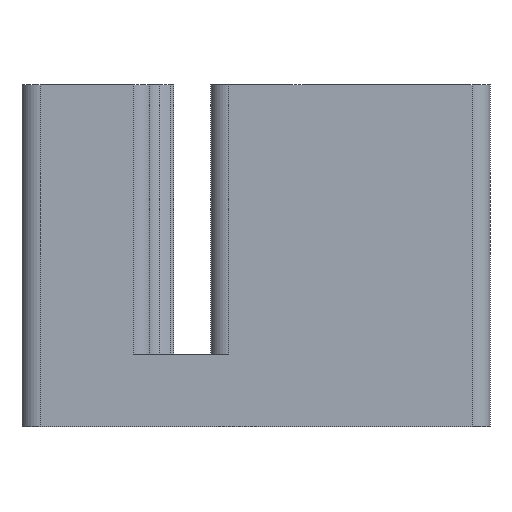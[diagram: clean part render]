
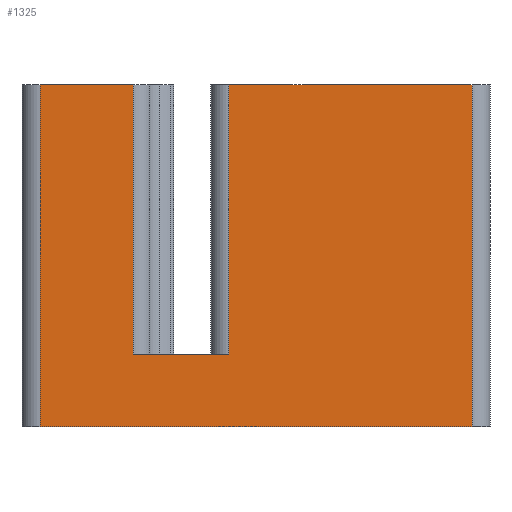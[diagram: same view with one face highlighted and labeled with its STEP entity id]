
A CAD part, front view. The second image highlights one B-rep face of the part: STEP entity #1325.
In plain terms, the highlighted planar face has unit normal (0, -1, 0).
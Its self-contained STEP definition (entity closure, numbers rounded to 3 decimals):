
#19=PLANE('',#1417);
#41=FACE_OUTER_BOUND('',#113,.T.);
#113=EDGE_LOOP('',(#861,#862,#863,#864,#865,#866,#867,#868));
#186=LINE('',#2056,#289);
#190=LINE('',#2074,#293);
#191=LINE('',#2077,#294);
#192=LINE('',#2079,#295);
#193=LINE('',#2081,#296);
#194=LINE('',#2083,#297);
#195=LINE('',#2084,#298);
#196=LINE('',#2085,#299);
#289=VECTOR('',#1593,10.);
#293=VECTOR('',#1611,10.);
#294=VECTOR('',#1614,10.);
#295=VECTOR('',#1615,10.);
#296=VECTOR('',#1616,10.);
#297=VECTOR('',#1617,10.);
#298=VECTOR('',#1618,10.);
#299=VECTOR('',#1619,10.);
#500=VERTEX_POINT('',#2053);
#501=VERTEX_POINT('',#2055);
#505=VERTEX_POINT('',#2067);
#508=VERTEX_POINT('',#2072);
#509=VERTEX_POINT('',#2076);
#510=VERTEX_POINT('',#2078);
#511=VERTEX_POINT('',#2080);
#512=VERTEX_POINT('',#2082);
#640=EDGE_CURVE('',#500,#501,#186,.T.);
#649=EDGE_CURVE('',#508,#505,#190,.T.);
#650=EDGE_CURVE('',#500,#509,#191,.T.);
#651=EDGE_CURVE('',#510,#509,#192,.T.);
#652=EDGE_CURVE('',#511,#510,#193,.T.);
#653=EDGE_CURVE('',#512,#511,#194,.T.);
#654=EDGE_CURVE('',#512,#505,#195,.T.);
#655=EDGE_CURVE('',#501,#508,#196,.T.);
#861=ORIENTED_EDGE('',*,*,#640,.F.);
#862=ORIENTED_EDGE('',*,*,#650,.T.);
#863=ORIENTED_EDGE('',*,*,#651,.F.);
#864=ORIENTED_EDGE('',*,*,#652,.F.);
#865=ORIENTED_EDGE('',*,*,#653,.F.);
#866=ORIENTED_EDGE('',*,*,#654,.T.);
#867=ORIENTED_EDGE('',*,*,#649,.F.);
#868=ORIENTED_EDGE('',*,*,#655,.F.);
#1325=ADVANCED_FACE('',(#41),#19,.F.);
#1417=AXIS2_PLACEMENT_3D('',#2075,#1612,#1613);
#1593=DIRECTION('',(0.,0.,-1.));
#1611=DIRECTION('',(0.,0.,1.));
#1612=DIRECTION('center_axis',(0.,1.,0.));
#1613=DIRECTION('ref_axis',(-1.,0.,0.));
#1614=DIRECTION('',(-1.,0.,0.));
#1615=DIRECTION('',(0.,0.,1.));
#1616=DIRECTION('',(-1.,0.,0.));
#1617=DIRECTION('',(0.,0.,-1.));
#1618=DIRECTION('',(-1.,0.,0.));
#1619=DIRECTION('',(1.,0.,0.));
#2053=CARTESIAN_POINT('',(-9.91,0.,9.5));
#2055=CARTESIAN_POINT('',(-9.91,0.,2.));
#2056=CARTESIAN_POINT('',(-9.91,0.,9.5));
#2067=CARTESIAN_POINT('',(-7.25,0.,9.5));
#2072=CARTESIAN_POINT('',(-7.25,0.,2.));
#2074=CARTESIAN_POINT('',(-7.25,0.,4.75));
#2075=CARTESIAN_POINT('Origin',(0.,0.,0.));
#2076=CARTESIAN_POINT('',(-12.5,0.,9.5));
#2077=CARTESIAN_POINT('',(0.,0.,9.5));
#2078=CARTESIAN_POINT('',(-12.5,0.,0.));
#2079=CARTESIAN_POINT('',(-12.5,0.,0.));
#2080=CARTESIAN_POINT('',(-0.5,0.,0.));
#2081=CARTESIAN_POINT('',(0.,0.,0.));
#2082=CARTESIAN_POINT('',(-0.5,0.,9.5));
#2083=CARTESIAN_POINT('',(-0.5,0.,0.));
#2084=CARTESIAN_POINT('',(0.,0.,9.5));
#2085=CARTESIAN_POINT('',(-4.395,0.,2.));
